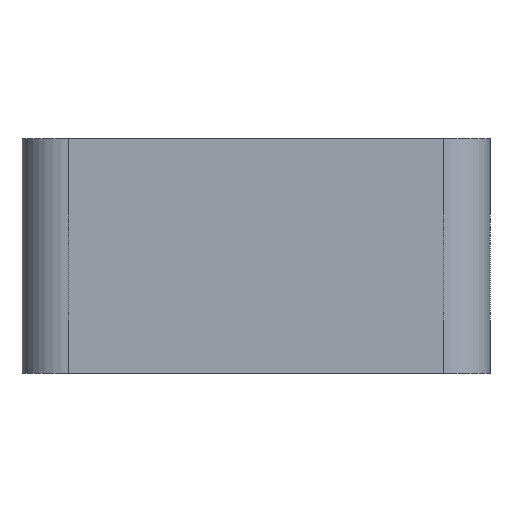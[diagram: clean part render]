
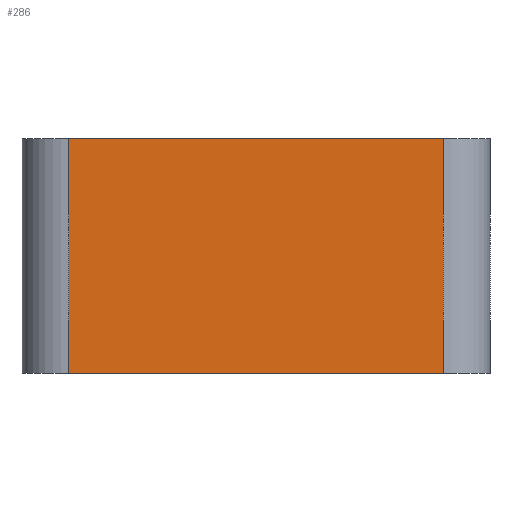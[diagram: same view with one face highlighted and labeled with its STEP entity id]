
A CAD part, front view. The second image highlights one B-rep face of the part: STEP entity #286.
In plain terms, the highlighted planar face has unit normal (0, -1, 0).
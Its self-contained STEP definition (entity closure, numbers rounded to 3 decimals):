
#29=PLANE('',#330);
#42=FACE_OUTER_BOUND('',#61,.T.);
#61=EDGE_LOOP('',(#236,#237,#238,#239));
#76=LINE('',#453,#98);
#83=LINE('',#484,#105);
#84=LINE('',#487,#106);
#85=LINE('',#488,#107);
#98=VECTOR('',#361,10.);
#105=VECTOR('',#398,10.);
#106=VECTOR('',#401,10.);
#107=VECTOR('',#402,10.);
#141=VERTEX_POINT('',#450);
#142=VERTEX_POINT('',#452);
#150=VERTEX_POINT('',#480);
#152=VERTEX_POINT('',#486);
#167=EDGE_CURVE('',#141,#142,#76,.T.);
#183=EDGE_CURVE('',#150,#142,#83,.T.);
#184=EDGE_CURVE('',#152,#150,#84,.T.);
#185=EDGE_CURVE('',#152,#141,#85,.T.);
#236=ORIENTED_EDGE('',*,*,#184,.T.);
#237=ORIENTED_EDGE('',*,*,#183,.T.);
#238=ORIENTED_EDGE('',*,*,#167,.F.);
#239=ORIENTED_EDGE('',*,*,#185,.F.);
#286=ADVANCED_FACE('',(#42),#29,.T.);
#330=AXIS2_PLACEMENT_3D('',#485,#399,#400);
#361=DIRECTION('',(1.,0.,0.));
#398=DIRECTION('',(0.,0.,1.));
#399=DIRECTION('center_axis',(0.,-1.,0.));
#400=DIRECTION('ref_axis',(1.,0.,0.));
#401=DIRECTION('',(1.,0.,0.));
#402=DIRECTION('',(0.,0.,1.));
#450=CARTESIAN_POINT('',(-2.,-5.,10.3));
#452=CARTESIAN_POINT('',(2.,-5.,10.3));
#453=CARTESIAN_POINT('',(-2.,-5.,10.3));
#480=CARTESIAN_POINT('',(2.,-5.,7.8));
#484=CARTESIAN_POINT('',(2.,-5.,7.8));
#485=CARTESIAN_POINT('Origin',(-2.,-5.,7.8));
#486=CARTESIAN_POINT('',(-2.,-5.,7.8));
#487=CARTESIAN_POINT('',(-2.,-5.,7.8));
#488=CARTESIAN_POINT('',(-2.,-5.,7.8));
